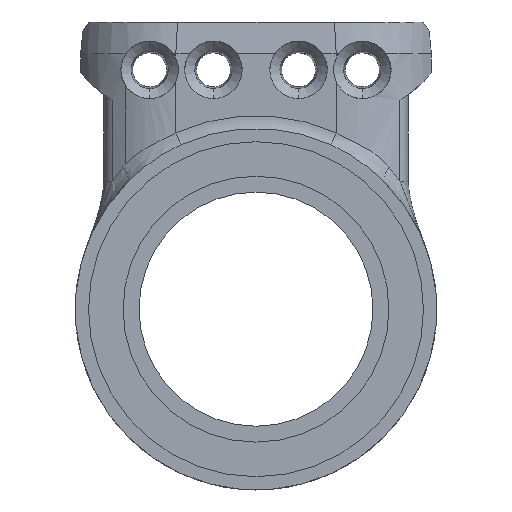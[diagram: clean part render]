
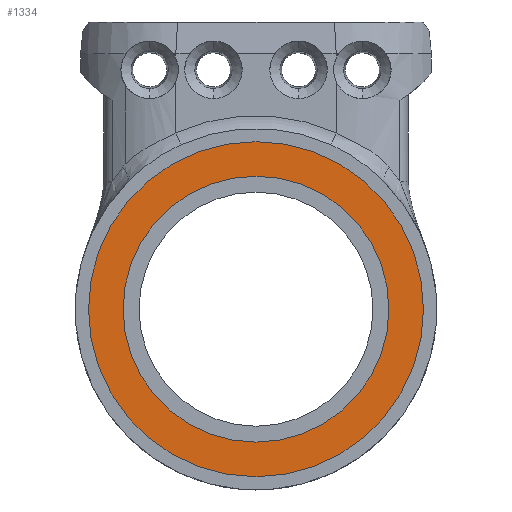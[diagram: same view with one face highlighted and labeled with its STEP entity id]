
A CAD part, front view. The second image highlights one B-rep face of the part: STEP entity #1334.
In plain terms, the highlighted planar face has unit normal (0, -1, 0).
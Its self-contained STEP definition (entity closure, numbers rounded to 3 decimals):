
#61 = PLANE ( 'NONE',  #3780 ) ;
#115 = EDGE_LOOP ( 'NONE', ( #2771, #1133 ) ) ;
#290 = AXIS2_PLACEMENT_3D ( 'NONE', #1588, #2217, #1022 ) ;
#337 = ORIENTED_EDGE ( 'NONE', *, *, #1316, .T. ) ;
#899 = VERTEX_POINT ( 'NONE', #2275 ) ;
#925 = CIRCLE ( 'NONE', #1941, 12.5 ) ;
#953 = DIRECTION ( 'NONE',  ( 0., 0., -1. ) ) ;
#1021 = CARTESIAN_POINT ( 'NONE',  ( 17.5, -27.8, -56.5 ) ) ;
#1022 = DIRECTION ( 'NONE',  ( 0., 0., -1. ) ) ;
#1133 = ORIENTED_EDGE ( 'NONE', *, *, #3606, .F. ) ;
#1316 = EDGE_CURVE ( 'NONE', #2776, #899, #3719, .T. ) ;
#1334 = ADVANCED_FACE ( 'NONE', ( #2774, #2885 ), #61, .T. ) ;
#1391 = DIRECTION ( 'NONE',  ( 0., -1., 0. ) ) ;
#1570 = CARTESIAN_POINT ( 'NONE',  ( 17.5, -27.8, -69. ) ) ;
#1588 = CARTESIAN_POINT ( 'NONE',  ( 17.5, -27.8, -56.5 ) ) ;
#1627 = AXIS2_PLACEMENT_3D ( 'NONE', #1021, #3726, #2216 ) ;
#1827 = CARTESIAN_POINT ( 'NONE',  ( 17.5, -27.8, -44. ) ) ;
#1941 = AXIS2_PLACEMENT_3D ( 'NONE', #2082, #2967, #3223 ) ;
#2032 = VERTEX_POINT ( 'NONE', #1827 ) ;
#2082 = CARTESIAN_POINT ( 'NONE',  ( 17.5, -27.8, -56.5 ) ) ;
#2138 = CARTESIAN_POINT ( 'NONE',  ( 17.5, -27.8, -40.75 ) ) ;
#2216 = DIRECTION ( 'NONE',  ( 0., 0., -1. ) ) ;
#2217 = DIRECTION ( 'NONE',  ( 0., -1., 0. ) ) ;
#2223 = DIRECTION ( 'NONE',  ( 0., -1., 0. ) ) ;
#2275 = CARTESIAN_POINT ( 'NONE',  ( 17.5, -27.8, -72.25 ) ) ;
#2414 = EDGE_CURVE ( 'NONE', #899, #2776, #3329, .T. ) ;
#2570 = EDGE_CURVE ( 'NONE', #3639, #2032, #925, .T. ) ;
#2591 = DIRECTION ( 'NONE',  ( 0., 0., -1. ) ) ;
#2771 = ORIENTED_EDGE ( 'NONE', *, *, #2570, .F. ) ;
#2774 = FACE_BOUND ( 'NONE', #115, .T. ) ;
#2776 = VERTEX_POINT ( 'NONE', #2138 ) ;
#2885 = FACE_OUTER_BOUND ( 'NONE', #3469, .T. ) ;
#2967 = DIRECTION ( 'NONE',  ( 0., -1., 0. ) ) ;
#3129 = CARTESIAN_POINT ( 'NONE',  ( 17.5, -27.8, -56.5 ) ) ;
#3223 = DIRECTION ( 'NONE',  ( 0., 0., -1. ) ) ;
#3329 = CIRCLE ( 'NONE', #1627, 15.75 ) ;
#3334 = ORIENTED_EDGE ( 'NONE', *, *, #2414, .T. ) ;
#3398 = AXIS2_PLACEMENT_3D ( 'NONE', #3734, #2223, #953 ) ;
#3469 = EDGE_LOOP ( 'NONE', ( #3334, #337 ) ) ;
#3606 = EDGE_CURVE ( 'NONE', #2032, #3639, #3768, .T. ) ;
#3639 = VERTEX_POINT ( 'NONE', #1570 ) ;
#3719 = CIRCLE ( 'NONE', #3398, 15.75 ) ;
#3726 = DIRECTION ( 'NONE',  ( 0., -1., 0. ) ) ;
#3734 = CARTESIAN_POINT ( 'NONE',  ( 17.5, -27.8, -56.5 ) ) ;
#3768 = CIRCLE ( 'NONE', #290, 12.5 ) ;
#3780 = AXIS2_PLACEMENT_3D ( 'NONE', #3129, #1391, #2591 ) ;
